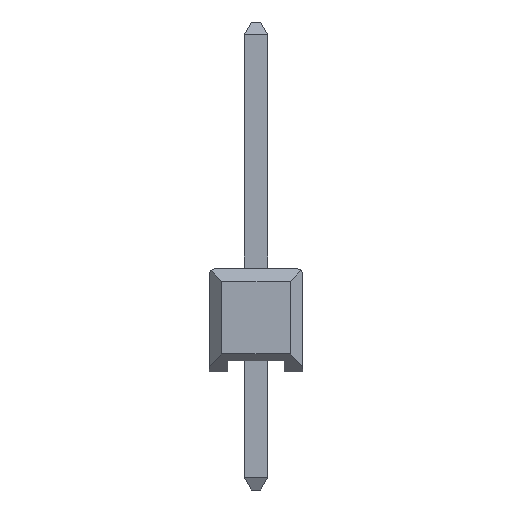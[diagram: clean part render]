
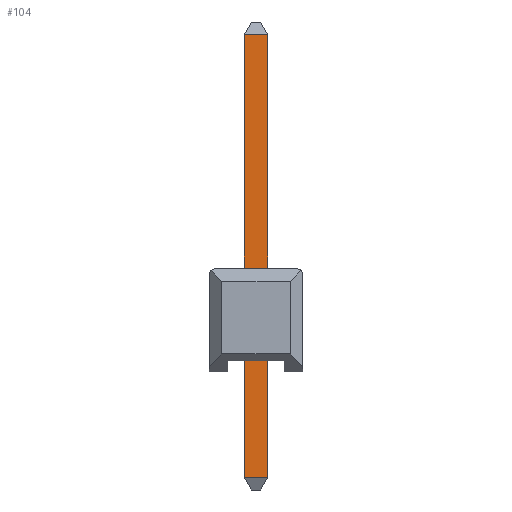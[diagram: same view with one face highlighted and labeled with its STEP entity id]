
A CAD part, left-side view. The second image highlights one B-rep face of the part: STEP entity #104.
In plain terms, the highlighted planar face has unit normal (-1, 0, 0).
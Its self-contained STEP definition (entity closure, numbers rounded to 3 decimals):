
#12=B_SPLINE_SURFACE_WITH_KNOTS('',1,1,((#2101,#2102),(#2103,#2104)),
 .UNSPECIFIED.,.F.,.F.,.F.,(2,2),(2,2),(-9.358,0.093),
(-0.64,0.01),.UNSPECIFIED.);
#13=B_SPLINE_SURFACE_WITH_KNOTS('',1,1,((#2106,#2107),(#2108,#2109)),
 .UNSPECIFIED.,.F.,.F.,.F.,(2,2),(2,2),(-0.64,0.01),(-9.358,
0.093),.UNSPECIFIED.);
#104=ADVANCED_FACE('',(#142),#1319,.T.);
#142=FACE_OUTER_BOUND('',#182,.T.);
#182=EDGE_LOOP('',(#337,#338,#339,#340));
#337=ORIENTED_EDGE('',*,*,#931,.T.);
#338=ORIENTED_EDGE('',*,*,#930,.F.);
#339=ORIENTED_EDGE('',*,*,#932,.T.);
#340=ORIENTED_EDGE('',*,*,#921,.F.);
#517=PCURVE('',#12,#705);
#528=PCURVE('',#13,#716);
#529=PCURVE('',#1319,#717);
#530=PCURVE('',#1319,#718);
#531=PCURVE('',#1319,#719);
#532=PCURVE('',#1319,#720);
#550=PCURVE('',#1324,#738);
#563=PCURVE('',#1327,#751);
#705=DEFINITIONAL_REPRESENTATION('',(#1146),#2664);
#716=DEFINITIONAL_REPRESENTATION('',(#1166),#2664);
#717=DEFINITIONAL_REPRESENTATION('',(#1168),#2664);
#718=DEFINITIONAL_REPRESENTATION('',(#1169),#2664);
#719=DEFINITIONAL_REPRESENTATION('',(#1171),#2664);
#720=DEFINITIONAL_REPRESENTATION('',(#1172),#2664);
#738=DEFINITIONAL_REPRESENTATION('',(#1198),#2664);
#751=DEFINITIONAL_REPRESENTATION('',(#1218),#2664);
#827=SURFACE_CURVE('',#1145,(#517,#532),.PCURVE_S1.);
#836=SURFACE_CURVE('',#1165,(#528,#530),.PCURVE_S1.);
#837=SURFACE_CURVE('',#1167,(#529,#550),.PCURVE_S1.);
#838=SURFACE_CURVE('',#1170,(#531,#563),.PCURVE_S1.);
#921=EDGE_CURVE('',#1280,#1278,#827,.T.);
#930=EDGE_CURVE('',#1284,#1285,#836,.T.);
#931=EDGE_CURVE('',#1280,#1285,#837,.T.);
#932=EDGE_CURVE('',#1284,#1278,#838,.T.);
#1145=B_SPLINE_CURVE_WITH_KNOTS('',1,(#2137,#2138),.UNSPECIFIED.,.F.,.F.,
(2,2),(-20.383,-11.156),.UNSPECIFIED.);
#1146=B_SPLINE_CURVE_WITH_KNOTS('',1,(#2139,#2140),.UNSPECIFIED.,.F.,.F.,
(2,2),(-20.383,-11.156),.UNSPECIFIED.);
#1165=B_SPLINE_CURVE_WITH_KNOTS('',1,(#2183,#2184),.UNSPECIFIED.,.F.,.F.,
(2,2),(-10.526,-1.298),.UNSPECIFIED.);
#1166=B_SPLINE_CURVE_WITH_KNOTS('',1,(#2185,#2186),.UNSPECIFIED.,.F.,.F.,
(2,2),(-10.526,-1.298),.UNSPECIFIED.);
#1167=B_SPLINE_CURVE_WITH_KNOTS('',1,(#2187,#2188),.UNSPECIFIED.,.F.,.F.,
(2,2),(0.,0.63),.UNSPECIFIED.);
#1168=B_SPLINE_CURVE_WITH_KNOTS('',1,(#2189,#2190),.UNSPECIFIED.,.F.,.F.,
(2,2),(0.,0.63),.UNSPECIFIED.);
#1169=B_SPLINE_CURVE_WITH_KNOTS('',1,(#2191,#2192),.UNSPECIFIED.,.F.,.F.,
(2,2),(-10.526,-1.298),.UNSPECIFIED.);
#1170=B_SPLINE_CURVE_WITH_KNOTS('',1,(#2193,#2194),.UNSPECIFIED.,.F.,.F.,
(2,2),(10.526,11.156),.UNSPECIFIED.);
#1171=B_SPLINE_CURVE_WITH_KNOTS('',1,(#2195,#2196),.UNSPECIFIED.,.F.,.F.,
(2,2),(10.526,11.156),.UNSPECIFIED.);
#1172=B_SPLINE_CURVE_WITH_KNOTS('',1,(#2197,#2198),.UNSPECIFIED.,.F.,.F.,
(2,2),(-20.383,-11.156),.UNSPECIFIED.);
#1198=B_SPLINE_CURVE_WITH_KNOTS('',1,(#2249,#2250),.UNSPECIFIED.,.F.,.F.,
(2,2),(0.,0.63),.UNSPECIFIED.);
#1218=B_SPLINE_CURVE_WITH_KNOTS('',1,(#2289,#2290),.UNSPECIFIED.,.F.,.F.,
(2,2),(10.526,11.156),.UNSPECIFIED.);
#1278=VERTEX_POINT('',#2121);
#1280=VERTEX_POINT('',#2123);
#1284=VERTEX_POINT('',#2127);
#1285=VERTEX_POINT('',#2128);
#1319=PLANE('',#1373);
#1324=PLANE('',#1378);
#1327=PLANE('',#1381);
#1373=AXIS2_PLACEMENT_3D('',#2110,#1411,$);
#1378=AXIS2_PLACEMENT_3D('',#2115,#1416,$);
#1381=AXIS2_PLACEMENT_3D('',#2118,#1419,$);
#1411=DIRECTION('',(-1.,0.,0.));
#1416=DIRECTION('',(-0.873,0.,0.488));
#1419=DIRECTION('',(-0.873,0.,-0.487));
#2101=CARTESIAN_POINT('',(-0.325,-0.315,9.326));
#2102=CARTESIAN_POINT('',(0.325,-0.315,9.326));
#2103=CARTESIAN_POINT('',(-0.325,-0.315,-2.981));
#2104=CARTESIAN_POINT('',(0.325,-0.315,-2.981));
#2106=CARTESIAN_POINT('',(-0.325,0.315,9.326));
#2107=CARTESIAN_POINT('',(-0.325,0.315,-2.981));
#2108=CARTESIAN_POINT('',(0.325,0.315,9.326));
#2109=CARTESIAN_POINT('',(0.325,0.315,-2.981));
#2110=CARTESIAN_POINT('',(-0.315,-0.325,9.326));
#2115=CARTESIAN_POINT('',(-0.12,-0.325,9.504));
#2118=CARTESIAN_POINT('',(-0.12,-0.325,-3.209));
#2121=CARTESIAN_POINT('',(-0.315,-0.315,-2.86));
#2123=CARTESIAN_POINT('',(-0.315,-0.315,9.156));
#2127=CARTESIAN_POINT('',(-0.315,0.315,-2.86));
#2128=CARTESIAN_POINT('',(-0.315,0.315,9.156));
#2137=CARTESIAN_POINT('',(-0.315,-0.315,9.156));
#2138=CARTESIAN_POINT('',(-0.315,-0.315,-2.86));
#2139=CARTESIAN_POINT('',(-9.227,-0.63));
#2140=CARTESIAN_POINT('',(0.,-0.63));
#2183=CARTESIAN_POINT('',(-0.315,0.315,-2.86));
#2184=CARTESIAN_POINT('',(-0.315,0.315,9.156));
#2185=CARTESIAN_POINT('',(-0.63,0.));
#2186=CARTESIAN_POINT('',(-0.63,-9.227));
#2187=CARTESIAN_POINT('',(-0.315,-0.315,9.156));
#2188=CARTESIAN_POINT('',(-0.315,0.315,9.156));
#2189=CARTESIAN_POINT('',(0.,0.038));
#2190=CARTESIAN_POINT('',(0.63,0.038));
#2191=CARTESIAN_POINT('',(0.63,9.266));
#2192=CARTESIAN_POINT('',(0.63,0.038));
#2193=CARTESIAN_POINT('',(-0.315,0.315,-2.86));
#2194=CARTESIAN_POINT('',(-0.315,-0.315,-2.86));
#2195=CARTESIAN_POINT('',(0.63,9.266));
#2196=CARTESIAN_POINT('',(0.,9.266));
#2197=CARTESIAN_POINT('',(0.,0.038));
#2198=CARTESIAN_POINT('',(0.,9.266));
#2249=CARTESIAN_POINT('',(-0.44,0.39));
#2250=CARTESIAN_POINT('',(0.19,0.39));
#2289=CARTESIAN_POINT('',(0.389,0.19));
#2290=CARTESIAN_POINT('',(0.389,-0.44));
#2664=(
GEOMETRIC_REPRESENTATION_CONTEXT(2)
PARAMETRIC_REPRESENTATION_CONTEXT()
REPRESENTATION_CONTEXT('pspace','')
);
